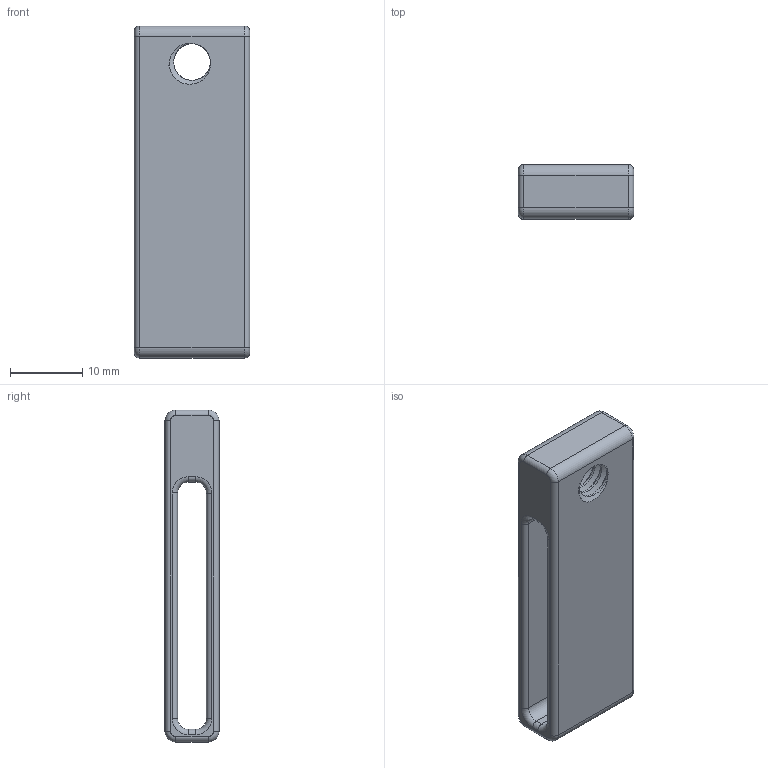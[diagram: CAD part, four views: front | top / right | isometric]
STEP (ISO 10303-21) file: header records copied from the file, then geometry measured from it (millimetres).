
FILE_DESCRIPTION (( 'STEP AP214' ), '1' );
FILE_NAME ('WearaChorder 2a.STEP', '2025-01-12T00:28:07', ( '' ), ( '' ), 'SwSTEP 2.0', 'SolidWorks 2023', '' );
FILE_SCHEMA (( 'AUTOMOTIVE_DESIGN' ));
Length unit declared in the file: millimetre
Products named in the file (1): WearaChorder 2a
Bounding box: 16 x 7.5 x 46 mm (x, y, z)
Volume: 3093.3 mm3; surface area: 3322.6 mm2
Topology: 1 solids, 1 shells, 66 faces, 160 edges, 96 vertices
Faces by surface type: cylinder 37, torus 16, plane 10, bspline 3
Entity records: 4384 total; most frequent: CARTESIAN_POINT 2853, DIRECTION 322, ORIENTED_EDGE 320, EDGE_CURVE 160, AXIS2_PLACEMENT_3D 131, VERTEX_POINT 96, EDGE_LOOP 70, CIRCLE 67
